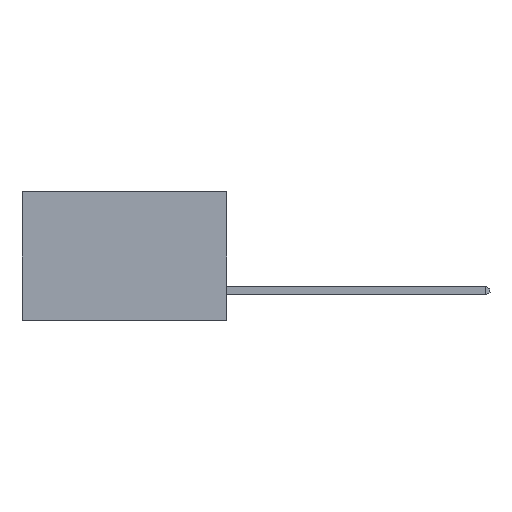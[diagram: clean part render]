
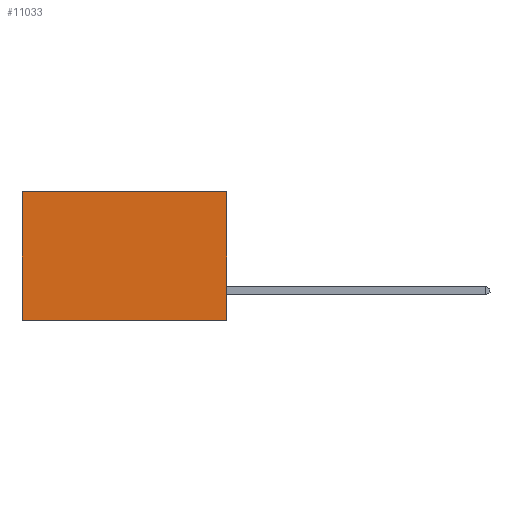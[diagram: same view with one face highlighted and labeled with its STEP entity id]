
A CAD part, left-side view. The second image highlights one B-rep face of the part: STEP entity #11033.
In plain terms, the highlighted planar face has unit normal (-1, 0, 0).
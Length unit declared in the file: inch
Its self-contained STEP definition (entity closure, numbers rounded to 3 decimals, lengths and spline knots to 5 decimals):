
#31 = CARTESIAN_POINT ( 'NONE',  ( 0.277, 0.59, 0. ) ) ;
#441 = VECTOR ( 'NONE', #4032, 39.37008 ) ;
#586 = LINE ( 'NONE', #12282, #2898 ) ;
#1897 = ORIENTED_EDGE ( 'NONE', *, *, #7136, .T. ) ;
#1936 = ORIENTED_EDGE ( 'NONE', *, *, #2944, .F. ) ;
#2037 = ORIENTED_EDGE ( 'NONE', *, *, #2970, .F. ) ;
#2069 = DIRECTION ( 'NONE',  ( 0., 1., 0. ) ) ;
#2092 = ORIENTED_EDGE ( 'NONE', *, *, #6407, .T. ) ;
#2898 = VECTOR ( 'NONE', #4650, 39.37008 ) ;
#2944 = EDGE_CURVE ( 'NONE', #12301, #9812, #11924, .T. ) ;
#2970 = EDGE_CURVE ( 'NONE', #9009, #12301, #3484, .T. ) ;
#3287 = VERTEX_POINT ( 'NONE', #31 ) ;
#3347 = CARTESIAN_POINT ( 'NONE',  ( 0.277, 0., -0.37 ) ) ;
#3484 = LINE ( 'NONE', #8955, #441 ) ;
#4032 = DIRECTION ( 'NONE',  ( 0., 0., -1. ) ) ;
#4424 = DIRECTION ( 'NONE',  ( 0., 0., -1. ) ) ;
#4650 = DIRECTION ( 'NONE',  ( 0., 1., 0. ) ) ;
#5563 = CARTESIAN_POINT ( 'NONE',  ( 0.277, 0.59, -0.37 ) ) ;
#6407 = EDGE_CURVE ( 'NONE', #9009, #3287, #586, .T. ) ;
#7136 = EDGE_CURVE ( 'NONE', #3287, #9812, #11880, .T. ) ;
#7228 = CARTESIAN_POINT ( 'NONE',  ( 0.277, 0., -0.37 ) ) ;
#7561 = DIRECTION ( 'NONE',  ( 0., 0., -1. ) ) ;
#8441 = PLANE ( 'NONE',  #9158 ) ;
#8955 = CARTESIAN_POINT ( 'NONE',  ( 0.277, 0., -0.37 ) ) ;
#9009 = VERTEX_POINT ( 'NONE', #9518 ) ;
#9158 = AXIS2_PLACEMENT_3D ( 'NONE', #12990, #10292, #4424 ) ;
#9240 = FACE_OUTER_BOUND ( 'NONE', #9922, .T. ) ;
#9492 = VECTOR ( 'NONE', #2069, 39.37008 ) ;
#9518 = CARTESIAN_POINT ( 'NONE',  ( 0.277, 0., 0. ) ) ;
#9812 = VERTEX_POINT ( 'NONE', #12195 ) ;
#9922 = EDGE_LOOP ( 'NONE', ( #1897, #1936, #2037, #2092 ) ) ;
#10292 = DIRECTION ( 'NONE',  ( 1., 0., 0. ) ) ;
#11033 = ADVANCED_FACE ( 'NONE', ( #9240 ), #8441, .F. ) ;
#11597 = VECTOR ( 'NONE', #7561, 39.37008 ) ;
#11880 = LINE ( 'NONE', #5563, #11597 ) ;
#11924 = LINE ( 'NONE', #7228, #9492 ) ;
#12195 = CARTESIAN_POINT ( 'NONE',  ( 0.277, 0.59, -0.37 ) ) ;
#12282 = CARTESIAN_POINT ( 'NONE',  ( 0.277, 0., 0. ) ) ;
#12301 = VERTEX_POINT ( 'NONE', #3347 ) ;
#12990 = CARTESIAN_POINT ( 'NONE',  ( 0.277, 0., -0.37 ) ) ;
